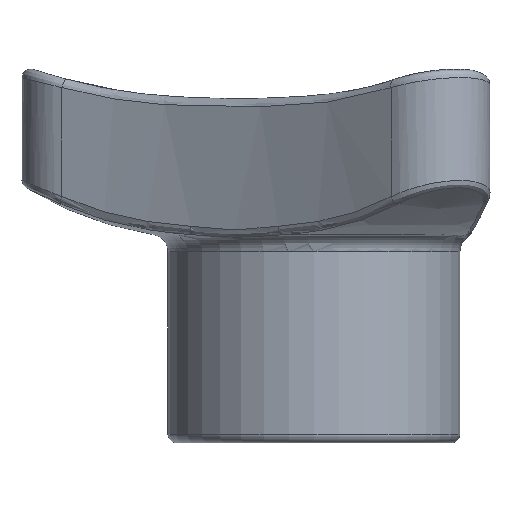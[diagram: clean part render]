
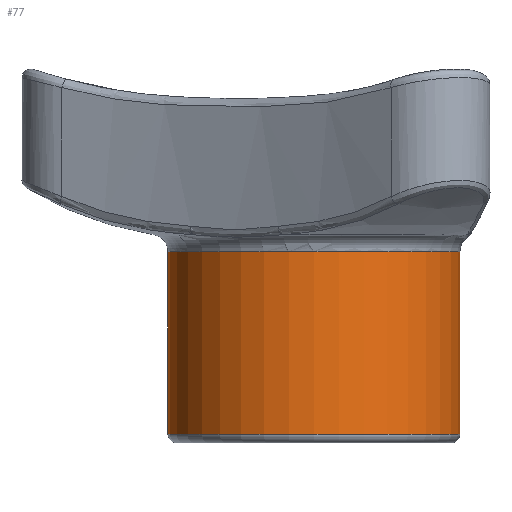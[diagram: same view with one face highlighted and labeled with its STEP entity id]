
A CAD part, left-side view. The second image highlights one B-rep face of the part: STEP entity #77.
In plain terms, the highlighted cylindrical face has radius 8.5 mm (diameter 17 mm), a full revolution.
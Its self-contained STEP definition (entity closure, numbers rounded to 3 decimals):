
#77 = ADVANCED_FACE( '', ( #177, #178 ), #179, .T. );
#177 = FACE_OUTER_BOUND( '', #1074, .T. );
#178 = FACE_OUTER_BOUND( '', #1075, .T. );
#179 = CYLINDRICAL_SURFACE( '', #1076, 8.5 );
#1074 = EDGE_LOOP( '', ( #3259 ) );
#1075 = EDGE_LOOP( '', ( #3260 ) );
#1076 = AXIS2_PLACEMENT_3D( '', #3261, #3262, #3263 );
#3259 = ORIENTED_EDGE( '', *, *, #3444, .T. );
#3260 = ORIENTED_EDGE( '', *, *, #3477, .F. );
#3261 = CARTESIAN_POINT( '', ( 0., 0., 17.99 ) );
#3262 = DIRECTION( '', ( 0., 0., -1. ) );
#3263 = DIRECTION( '', ( 1., 0., 0. ) );
#3444 = EDGE_CURVE( '', #3554, #3554, #3555, .T. );
#3477 = EDGE_CURVE( '', #3610, #3610, #3611, .T. );
#3554 = VERTEX_POINT( '', #3706 );
#3555 = CIRCLE( '', #3707, 8.5 );
#3610 = VERTEX_POINT( '', #4340 );
#3611 = CIRCLE( '', #4341, 8.5 );
#3706 = CARTESIAN_POINT( '', ( 8.5, 0., 0.5 ) );
#3707 = AXIS2_PLACEMENT_3D( '', #5307, #5308, #5309 );
#4340 = CARTESIAN_POINT( '', ( 8.5, 0., 11.131 ) );
#4341 = AXIS2_PLACEMENT_3D( '', #5340, #5341, #5342 );
#5307 = CARTESIAN_POINT( '', ( 0., 0., 0.5 ) );
#5308 = DIRECTION( '', ( 0., 0., 1. ) );
#5309 = DIRECTION( '', ( 1., 0., 0. ) );
#5340 = CARTESIAN_POINT( '', ( 0., 0., 11.131 ) );
#5341 = DIRECTION( '', ( 0., 0., 1. ) );
#5342 = DIRECTION( '', ( 1., 0., 0. ) );
